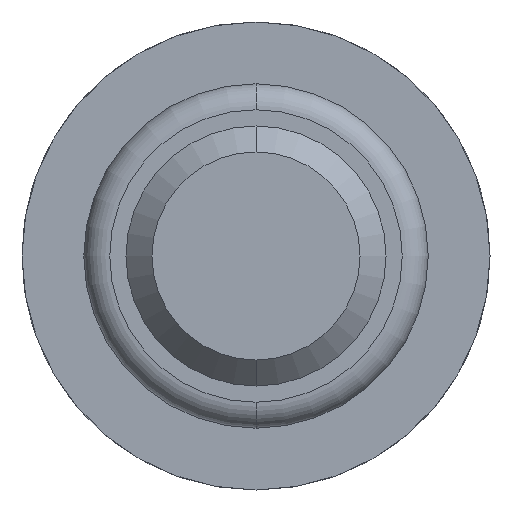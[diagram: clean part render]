
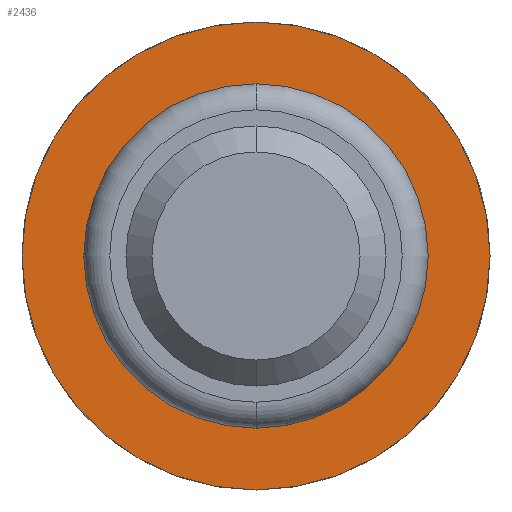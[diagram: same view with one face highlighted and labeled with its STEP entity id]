
A CAD part, front view. The second image highlights one B-rep face of the part: STEP entity #2436.
In plain terms, the highlighted planar face has unit normal (0, -1, 0).
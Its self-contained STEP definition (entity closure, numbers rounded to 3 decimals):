
#75 = CARTESIAN_POINT ( 'NONE',  ( 0., -1.8, 0. ) ) ;
#195 = EDGE_CURVE ( 'Defeature ausgef�hrt4_13+Defeature ausgef�hrt4_14+Defeature ausgef�hrt4_14+Defeature ausgef�hrt4_14', #4176, #2281, #2324, .T. ) ;
#244 = ORIENTED_EDGE ( 'NONE', *, *, #933, .F. ) ;
#643 = CARTESIAN_POINT ( 'NONE',  ( 0., -1.8, 0. ) ) ;
#778 = ORIENTED_EDGE ( 'NONE', *, *, #846, .F. ) ;
#846 = EDGE_CURVE ( 'Defeature ausgef�hrt4_12+Defeature ausgef�hrt4_13+Defeature ausgef�hrt4_13+Defeature ausgef�hrt4_13', #1346, #4325, #4371, .T. ) ;
#891 = DIRECTION ( 'NONE',  ( 0., 1., 0. ) ) ;
#933 = EDGE_CURVE ( 'Defeature ausgef�hrt4_12+Defeature ausgef�hrt4_13+Defeature ausgef�hrt4_13+Defeature ausgef�hrt4_13', #4325, #1346, #2965, .T. ) ;
#1006 = DIRECTION ( 'NONE',  ( 0., 1., 0. ) ) ;
#1062 = CARTESIAN_POINT ( 'NONE',  ( 0., -1.8, -1.8 ) ) ;
#1239 = CARTESIAN_POINT ( 'NONE',  ( 0., -1.8, 0. ) ) ;
#1346 = VERTEX_POINT ( 'NONE', #1062 ) ;
#1489 = CARTESIAN_POINT ( 'NONE',  ( 0., -1.8, 0. ) ) ;
#1616 = FACE_OUTER_BOUND ( 'NONE', #4275, .T. ) ;
#1824 = DIRECTION ( 'NONE',  ( 0., 1., 0. ) ) ;
#1980 = DIRECTION ( 'NONE',  ( 0., 0., 1. ) ) ;
#2240 = AXIS2_PLACEMENT_3D ( 'NONE', #75, #1824, #3572 ) ;
#2281 = VERTEX_POINT ( 'NONE', #3645 ) ;
#2324 = CIRCLE ( 'NONE', #3528, 1.325 ) ;
#2436 = ADVANCED_FACE ( 'Defeature ausgef�hrt4_13', ( #1616, #4327 ), #4589, .F. ) ;
#2441 = CARTESIAN_POINT ( 'NONE',  ( 1.8, -1.8, 0. ) ) ;
#2601 = CARTESIAN_POINT ( 'NONE',  ( 0., -1.8, 1.8 ) ) ;
#2680 = ORIENTED_EDGE ( 'NONE', *, *, #2890, .T. ) ;
#2820 = ORIENTED_EDGE ( 'NONE', *, *, #195, .T. ) ;
#2844 = CARTESIAN_POINT ( 'NONE',  ( 0., -1.8, 1.325 ) ) ;
#2890 = EDGE_CURVE ( 'Defeature ausgef�hrt4_13+Defeature ausgef�hrt4_14+Defeature ausgef�hrt4_14+Defeature ausgef�hrt4_14', #2281, #4176, #4467, .T. ) ;
#2965 = CIRCLE ( 'NONE', #4233, 1.8 ) ;
#3123 = DIRECTION ( 'NONE',  ( 0., 1., 0. ) ) ;
#3184 = AXIS2_PLACEMENT_3D ( 'NONE', #2441, #1006, #3504 ) ;
#3222 = EDGE_LOOP ( 'NONE', ( #2820, #2680 ) ) ;
#3482 = AXIS2_PLACEMENT_3D ( 'NONE', #1239, #891, #3696 ) ;
#3504 = DIRECTION ( 'NONE',  ( 0., 0., 1. ) ) ;
#3528 = AXIS2_PLACEMENT_3D ( 'NONE', #1489, #3974, #1980 ) ;
#3572 = DIRECTION ( 'NONE',  ( 0., 0., 1. ) ) ;
#3645 = CARTESIAN_POINT ( 'NONE',  ( 0., -1.8, -1.325 ) ) ;
#3696 = DIRECTION ( 'NONE',  ( 0., 0., 1. ) ) ;
#3843 = DIRECTION ( 'NONE',  ( 0., 0., 1. ) ) ;
#3974 = DIRECTION ( 'NONE',  ( 0., 1., 0. ) ) ;
#4176 = VERTEX_POINT ( 'NONE', #2844 ) ;
#4233 = AXIS2_PLACEMENT_3D ( 'NONE', #643, #3123, #3843 ) ;
#4275 = EDGE_LOOP ( 'NONE', ( #244, #778 ) ) ;
#4325 = VERTEX_POINT ( 'NONE', #2601 ) ;
#4327 = FACE_BOUND ( 'NONE', #3222, .T. ) ;
#4371 = CIRCLE ( 'NONE', #3482, 1.8 ) ;
#4467 = CIRCLE ( 'NONE', #2240, 1.325 ) ;
#4589 = PLANE ( 'NONE',  #3184 ) ;
